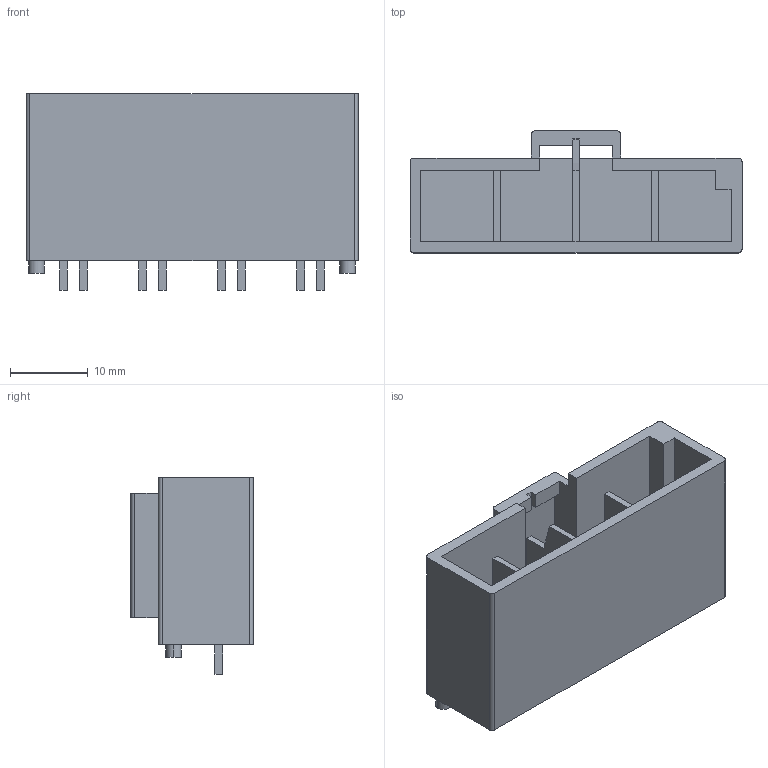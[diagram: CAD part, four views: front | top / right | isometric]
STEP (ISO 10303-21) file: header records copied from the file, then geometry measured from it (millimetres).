
FILE_DESCRIPTION(('CoCreate Modeling STEP Export'),'2;1');
FILE_NAME('DF60-4P-10.16DSA.stp','2012-12-14T 9:43:47',(''),(''),'CoCreate Modeling STEP processor for AP214 (Solid Model)','CoCreate Modeling 17.0 01-Apr-2010 (C) Parametric Technology GmbH','');
FILE_SCHEMA(('AUTOMOTIVE_DESIGN { 1 0 10303 214 1 1 1 1 }'));
Length unit declared in the file: millimetre
Products named in the file (1): DF60-4P-10.16DSA
Bounding box: 42.68 x 15.7 x 25.3 mm (x, y, z)
Volume: 5797.4 mm3; surface area: 5993.8 mm2
Topology: 1 solids, 1 shells, 94 faces, 260 edges, 174 vertices
Faces by surface type: plane 84, cylinder 10
Entity records: 2810 total; most frequent: ORIENTED_EDGE 520, CARTESIAN_POINT 489, DIRECTION 410, EDGE_CURVE 260, VECTOR 220, LINE 220, VERTEX_POINT 174, EDGE_LOOP 104
